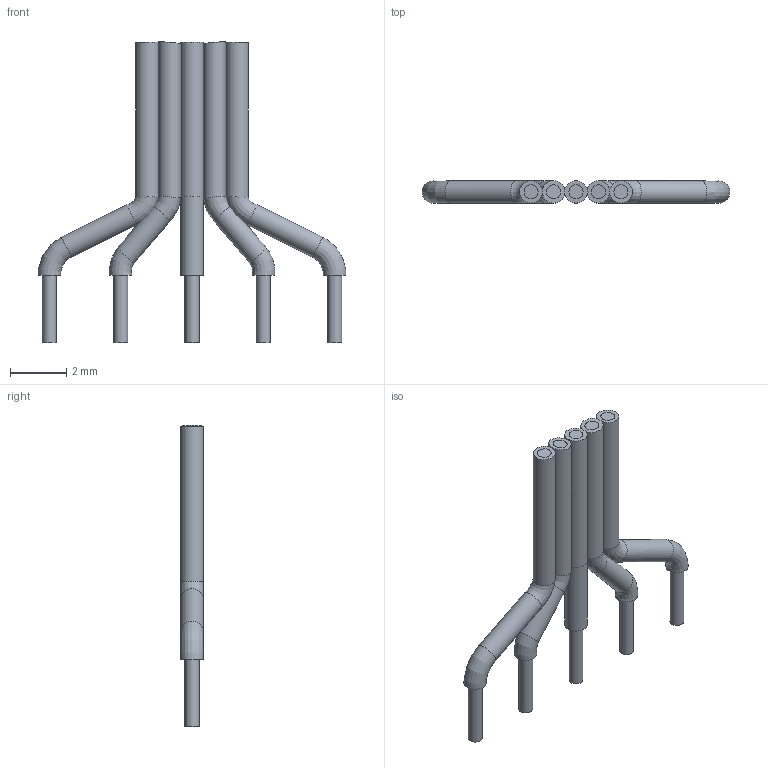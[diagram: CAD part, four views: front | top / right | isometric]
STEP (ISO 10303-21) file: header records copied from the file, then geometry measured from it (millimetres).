
FILE_DESCRIPTION(('FreeCAD Model'),'2;1');
FILE_NAME('Open CASCADE Shape Model','2024-01-25T19:03:48',(''),(''), 'Open CASCADE STEP processor 7.6','FreeCAD','Unknown');
FILE_SCHEMA(('AUTOMOTIVE_DESIGN { 1 0 10303 214 1 1 1 1 }'));
Length unit declared in the file: millimetre
Products named in the file (14): IDC_Dupont_cabel_2_54_5pin; Оболочка; 2001; 3001; 4001; 5001; 1001; Провода; 1; Sketch; 2; 3; 4; 5
Assembly tree (13 placements, depth 3):
  IDC_Dupont_cabel_2_54_5pin
    Оболочка
      2001
      3001
      4001
      5001
      1001
    Провода
      1
      Sketch
      2
      3
      4
      5
Bounding box: 10.96 x 0.8 x 10.72 mm (x, y, z)
Volume: 25.6 mm3; surface area: 286.2 mm2
Topology: 10 solids, 10 shells, 79 faces, 156 edges, 120 vertices
Faces by surface type: extrusion 24, revolution 24, plane 20, cylinder 11
Full cylindrical faces by diameter (mm): 0.5 x9, 0.8 x2
Entity records: 4325 total; most frequent: DIRECTION 762, CARTESIAN_POINT 659, VECTOR 310, LINE 286, ORIENTED_EDGE 266, PCURVE 266, DEFINITIONAL_REPRESENTATION 266, AXIS2_PLACEMENT_3D 199
